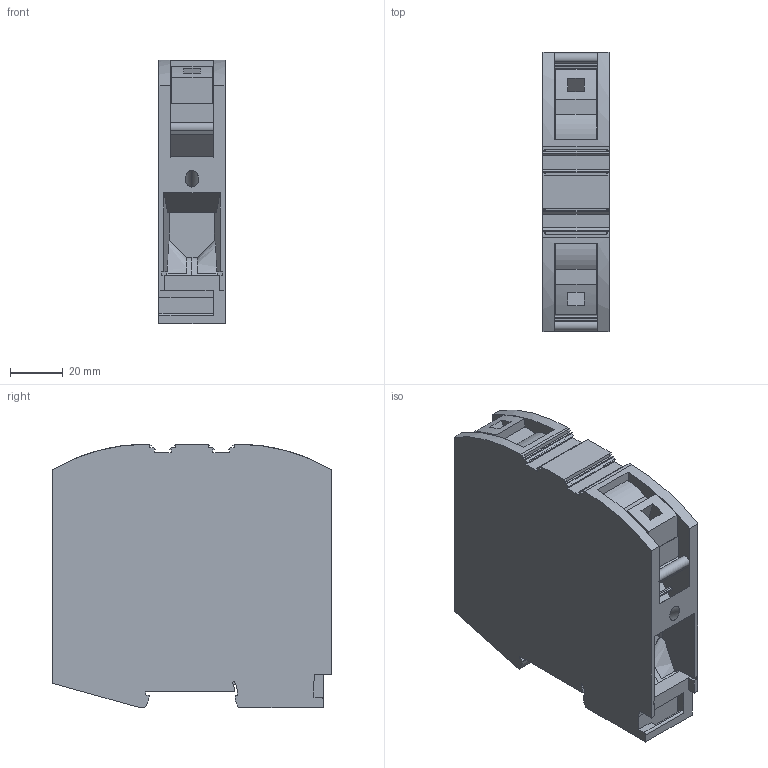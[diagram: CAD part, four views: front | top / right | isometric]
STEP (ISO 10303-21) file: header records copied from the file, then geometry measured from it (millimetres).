
FILE_DESCRIPTION(('Creo Elements/Direct Modeling STEP Export'),'2;1');
FILE_NAME('model.stp','2018-01-20T21:34:54',(''),(''),'Creo Elements/Direct Modeling STEP processor for AP214 (Solid Model)','Creo Elements/Direct Modeling 18.1I 14-Aug-2016 (C) Parametric Technology GmbH','');
FILE_SCHEMA(('AUTOMOTIVE_DESIGN { 1 0 10303 214 1 1 1 1 }'));
Length unit declared in the file: millimetre
Products named in the file (2): PTPOWER_95_BU-select
Assembly tree (1 placements, depth 2):
  PTPOWER_95_BU-select
    PTPOWER_95_BU-select
Bounding box: 25 x 105.5 x 99.75 mm (x, y, z)
Volume: 200910.5 mm3; surface area: 43920.4 mm2
Topology: 1 solids, 1 shells, 238 faces, 679 edges, 452 vertices
Faces by surface type: plane 201, cylinder 29, bspline 8
Entity records: 12079 total; most frequent: CARTESIAN_POINT 4055, ORIENTED_EDGE 1358, DIRECTION 1112, EDGE_CURVE 679, VECTOR 544, LINE 544, VERTEX_POINT 452, AXIS2_PLACEMENT_3D 284
